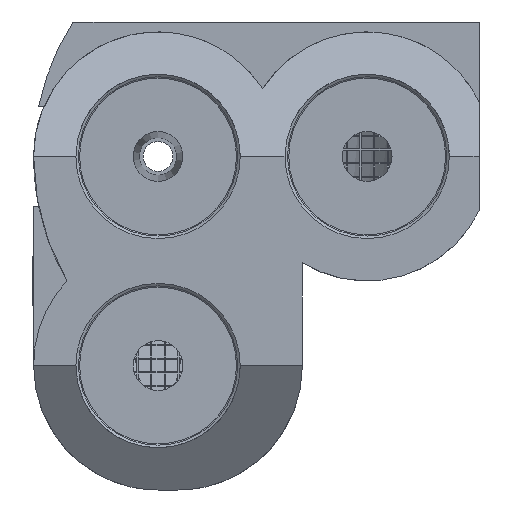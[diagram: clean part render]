
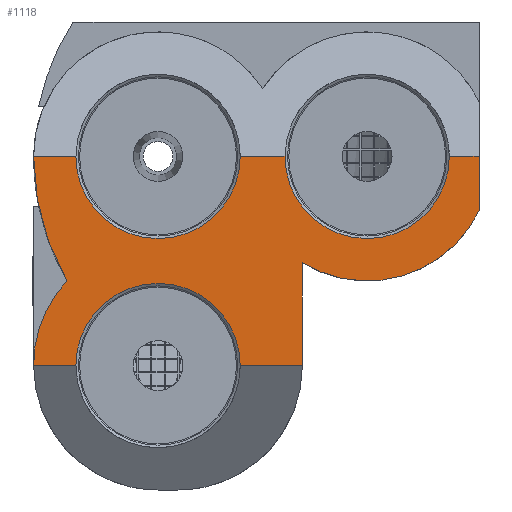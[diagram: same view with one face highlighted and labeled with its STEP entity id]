
A CAD part, front view. The second image highlights one B-rep face of the part: STEP entity #1118.
In plain terms, the highlighted planar face has unit normal (0, -1, 0).
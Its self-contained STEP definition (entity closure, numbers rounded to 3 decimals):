
#138=FACE_OUTER_BOUND('',#2648,.T.);
#746=CIRCLE('',#11429,0.165);
#759=CIRCLE('',#11449,0.165);
#765=CIRCLE('',#11459,0.165);
#867=CIRCLE('',#11585,0.25);
#868=CIRCLE('',#11586,0.5);
#869=CIRCLE('',#11587,0.25);
#1118=ADVANCED_FACE('',(#138),#1668,.T.);
#1668=PLANE('',#11588);
#2648=EDGE_LOOP('',(#3649,#3650,#3651,#3652,#3653,#3654,#3655,#3656,#3657,
#3658,#3659,#3660,#3661));
#3649=ORIENTED_EDGE('',*,*,#8039,.F.);
#3650=ORIENTED_EDGE('',*,*,#8040,.F.);
#3651=ORIENTED_EDGE('',*,*,#8041,.T.);
#3652=ORIENTED_EDGE('',*,*,#8042,.F.);
#3653=ORIENTED_EDGE('',*,*,#8043,.T.);
#3654=ORIENTED_EDGE('',*,*,#7783,.F.);
#3655=ORIENTED_EDGE('',*,*,#8044,.T.);
#3656=ORIENTED_EDGE('',*,*,#7797,.F.);
#3657=ORIENTED_EDGE('',*,*,#8045,.T.);
#3658=ORIENTED_EDGE('',*,*,#8046,.T.);
#3659=ORIENTED_EDGE('',*,*,#8047,.T.);
#3660=ORIENTED_EDGE('',*,*,#8048,.F.);
#3661=ORIENTED_EDGE('',*,*,#7804,.F.);
#6693=VERTEX_POINT('',#15068);
#6694=VERTEX_POINT('',#15069);
#6707=VERTEX_POINT('',#15102);
#6708=VERTEX_POINT('',#15103);
#6714=VERTEX_POINT('',#15119);
#6715=VERTEX_POINT('',#15120);
#6922=VERTEX_POINT('',#16151);
#6923=VERTEX_POINT('',#16153);
#6924=VERTEX_POINT('',#16155);
#6925=VERTEX_POINT('',#16157);
#6926=VERTEX_POINT('',#16161);
#6927=VERTEX_POINT('',#16163);
#6928=VERTEX_POINT('',#16165);
#7783=EDGE_CURVE('',#6693,#6694,#746,.T.);
#7797=EDGE_CURVE('',#6707,#6708,#759,.T.);
#7804=EDGE_CURVE('',#6714,#6715,#765,.T.);
#8039=EDGE_CURVE('',#6922,#6714,#9463,.T.);
#8040=EDGE_CURVE('',#6923,#6922,#9464,.T.);
#8041=EDGE_CURVE('',#6923,#6924,#867,.T.);
#8042=EDGE_CURVE('',#6925,#6924,#9465,.T.);
#8043=EDGE_CURVE('',#6925,#6694,#9466,.T.);
#8044=EDGE_CURVE('',#6693,#6708,#9467,.T.);
#8045=EDGE_CURVE('',#6707,#6926,#9468,.T.);
#8046=EDGE_CURVE('',#6926,#6927,#868,.T.);
#8047=EDGE_CURVE('',#6927,#6928,#869,.T.);
#8048=EDGE_CURVE('',#6715,#6928,#9469,.T.);
#9463=LINE('',#16150,#10460);
#9464=LINE('',#16152,#10461);
#9465=LINE('',#16156,#10462);
#9466=LINE('',#16158,#10463);
#9467=LINE('',#16159,#10464);
#9468=LINE('',#16160,#10465);
#9469=LINE('',#16166,#10466);
#10460=VECTOR('',#12629,1.);
#10461=VECTOR('',#12630,1.);
#10462=VECTOR('',#12633,1.);
#10463=VECTOR('',#12634,1.);
#10464=VECTOR('',#12635,1.);
#10465=VECTOR('',#12636,1.);
#10466=VECTOR('',#12641,1.);
#11429=AXIS2_PLACEMENT_3D('',#15067,#12289,#12290);
#11449=AXIS2_PLACEMENT_3D('',#15101,#12329,#12330);
#11459=AXIS2_PLACEMENT_3D('',#15118,#12349,#12350);
#11585=AXIS2_PLACEMENT_3D('',#16154,#12631,#12632);
#11586=AXIS2_PLACEMENT_3D('',#16162,#12637,#12638);
#11587=AXIS2_PLACEMENT_3D('',#16164,#12639,#12640);
#11588=AXIS2_PLACEMENT_3D('',#16167,#12642,#12643);
#12289=DIRECTION('',(0.,-1.,0.));
#12290=DIRECTION('',(1.,0.,0.));
#12329=DIRECTION('',(0.,-1.,0.));
#12330=DIRECTION('',(1.,0.,0.));
#12349=DIRECTION('',(0.,-1.,0.));
#12350=DIRECTION('',(1.,0.,0.));
#12629=DIRECTION('',(-1.,0.,0.));
#12630=DIRECTION('',(0.,0.,-1.));
#12631=DIRECTION('',(0.,-1.,0.));
#12632=DIRECTION('',(1.,0.,0.));
#12633=DIRECTION('',(0.,0.,-1.));
#12634=DIRECTION('',(-1.,0.,0.));
#12635=DIRECTION('',(-1.,0.,0.));
#12636=DIRECTION('',(-1.,0.,0.));
#12637=DIRECTION('',(0.,-1.,0.));
#12638=DIRECTION('',(1.,0.,0.));
#12639=DIRECTION('',(0.,-1.,0.));
#12640=DIRECTION('',(1.,0.,0.));
#12641=DIRECTION('',(-1.,0.,0.));
#12642=DIRECTION('',(0.,-1.,0.));
#12643=DIRECTION('',(0.,0.,-1.));
#15067=CARTESIAN_POINT('',(0.17,-0.966,0.));
#15068=CARTESIAN_POINT('',(0.005,-0.966,0.));
#15069=CARTESIAN_POINT('',(0.335,-0.966,0.));
#15101=CARTESIAN_POINT('',(-0.25,-0.966,0.));
#15102=CARTESIAN_POINT('',(-0.415,-0.966,0.));
#15103=CARTESIAN_POINT('',(-0.085,-0.966,0.));
#15118=CARTESIAN_POINT('',(-0.25,-0.966,-0.42));
#15119=CARTESIAN_POINT('',(-0.085,-0.966,-0.42));
#15120=CARTESIAN_POINT('',(-0.415,-0.966,-0.42));
#16150=CARTESIAN_POINT('',(0.485,-0.966,-0.42));
#16151=CARTESIAN_POINT('',(0.04,-0.966,-0.42));
#16152=CARTESIAN_POINT('',(0.04,-0.966,-0.214));
#16153=CARTESIAN_POINT('',(0.04,-0.966,-0.214));
#16154=CARTESIAN_POINT('',(0.17,-0.966,0.));
#16155=CARTESIAN_POINT('',(0.395,-0.966,-0.109));
#16156=CARTESIAN_POINT('',(0.395,-0.966,0.818));
#16157=CARTESIAN_POINT('',(0.395,-0.966,0.));
#16158=CARTESIAN_POINT('',(0.485,-0.966,0.));
#16159=CARTESIAN_POINT('',(0.485,-0.966,0.));
#16160=CARTESIAN_POINT('',(0.485,-0.966,0.));
#16161=CARTESIAN_POINT('',(-0.5,-0.966,0.));
#16162=CARTESIAN_POINT('',(0.,-0.966,0.));
#16163=CARTESIAN_POINT('',(-0.433,-0.966,-0.25));
#16164=CARTESIAN_POINT('',(-0.25,-0.966,-0.42));
#16165=CARTESIAN_POINT('',(-0.5,-0.966,-0.42));
#16166=CARTESIAN_POINT('',(0.485,-0.966,-0.42));
#16167=CARTESIAN_POINT('',(0.,-0.966,0.));
